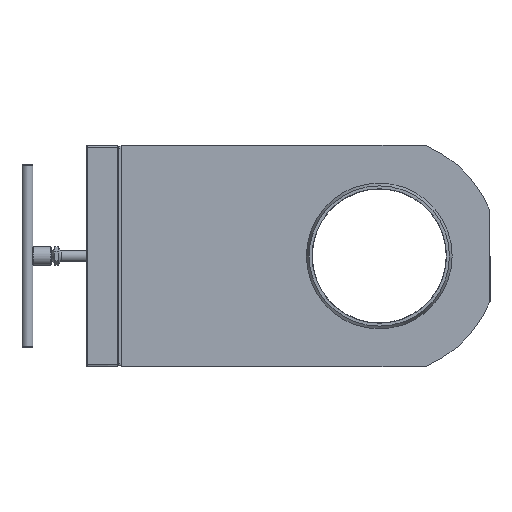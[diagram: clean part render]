
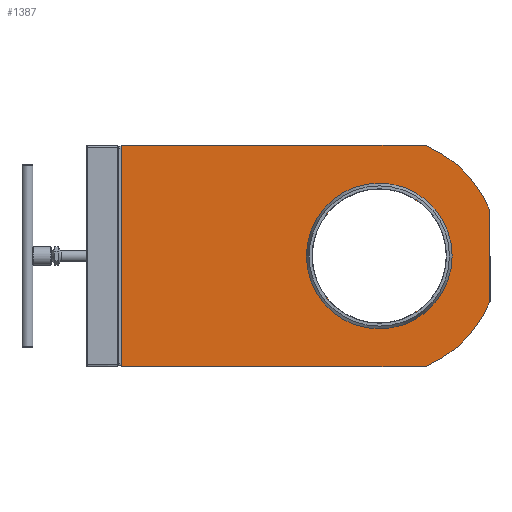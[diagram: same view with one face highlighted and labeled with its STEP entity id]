
A CAD part, left-side view. The second image highlights one B-rep face of the part: STEP entity #1387.
In plain terms, the highlighted planar face has unit normal (-1, 0, 0).
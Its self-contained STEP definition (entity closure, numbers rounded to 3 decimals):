
#92 = CARTESIAN_POINT ( 'NONE',  ( -34., -371.299, 121.5 ) ) ;
#116 = VERTEX_POINT ( 'NONE', #92 ) ;
#160 = FACE_OUTER_BOUND ( 'NONE', #1439, .T. ) ;
#172 = DIRECTION ( 'NONE',  ( -1., 0., 0. ) ) ;
#183 = EDGE_CURVE ( 'NONE', #455, #116, #2928, .T. ) ;
#200 = ORIENTED_EDGE ( 'NONE', *, *, #999, .F. ) ;
#222 = VECTOR ( 'NONE', #2504, 1000. ) ;
#276 = CARTESIAN_POINT ( 'NONE',  ( -34., -321., 0. ) ) ;
#288 = DIRECTION ( 'NONE',  ( 0., 0., 1. ) ) ;
#338 = DIRECTION ( 'NONE',  ( -1., 0., 0. ) ) ;
#348 = CARTESIAN_POINT ( 'NONE',  ( -34., -442.5, 50.299 ) ) ;
#455 = VERTEX_POINT ( 'NONE', #348 ) ;
#474 = LINE ( 'NONE', #743, #1348 ) ;
#479 = LINE ( 'NONE', #1802, #222 ) ;
#559 = VERTEX_POINT ( 'NONE', #2312 ) ;
#617 = VERTEX_POINT ( 'NONE', #1429 ) ;
#716 = DIRECTION ( 'NONE',  ( 0., 0., 1. ) ) ;
#743 = CARTESIAN_POINT ( 'NONE',  ( -34., -346.1, -121.5 ) ) ;
#816 = CARTESIAN_POINT ( 'NONE',  ( -34., -346.1, 121.5 ) ) ;
#965 = DIRECTION ( 'NONE',  ( 1., 0., 0. ) ) ;
#999 = EDGE_CURVE ( 'NONE', #559, #1586, #2162, .T. ) ;
#1017 = VECTOR ( 'NONE', #1783, 1000. ) ;
#1075 = VECTOR ( 'NONE', #2015, 1000. ) ;
#1147 = PLANE ( 'NONE',  #1355 ) ;
#1273 = CARTESIAN_POINT ( 'NONE',  ( -34., -371.299, -121.5 ) ) ;
#1300 = AXIS2_PLACEMENT_3D ( 'NONE', #2909, #172, #716 ) ;
#1348 = VECTOR ( 'NONE', #1479, 1000. ) ;
#1355 = AXIS2_PLACEMENT_3D ( 'NONE', #2155, #3178, #1930 ) ;
#1387 = ADVANCED_FACE ( 'NONE', ( #2402, #160 ), #1147, .T. ) ;
#1399 = CIRCLE ( 'NONE', #2606, 131.5 ) ;
#1411 = ORIENTED_EDGE ( 'NONE', *, *, #2631, .T. ) ;
#1429 = CARTESIAN_POINT ( 'NONE',  ( -34., -442.5, -50.299 ) ) ;
#1439 = EDGE_LOOP ( 'NONE', ( #2243, #2189, #200, #2624, #1411, #2860 ) ) ;
#1479 = DIRECTION ( 'NONE',  ( 0., -1., 0. ) ) ;
#1561 = LINE ( 'NONE', #816, #1075 ) ;
#1586 = VERTEX_POINT ( 'NONE', #2120 ) ;
#1595 = DIRECTION ( 'NONE',  ( 0., 0., 1. ) ) ;
#1736 = EDGE_CURVE ( 'NONE', #617, #455, #479, .T. ) ;
#1783 = DIRECTION ( 'NONE',  ( 0., 0., 1. ) ) ;
#1802 = CARTESIAN_POINT ( 'NONE',  ( -34., -442.5, -50.299 ) ) ;
#1840 = EDGE_CURVE ( 'NONE', #1943, #1943, #2415, .T. ) ;
#1930 = DIRECTION ( 'NONE',  ( 0., 0., 1. ) ) ;
#1943 = VERTEX_POINT ( 'NONE', #2959 ) ;
#2015 = DIRECTION ( 'NONE',  ( 0., -1., 0. ) ) ;
#2078 = CARTESIAN_POINT ( 'NONE',  ( -34., -321., 0. ) ) ;
#2120 = CARTESIAN_POINT ( 'NONE',  ( -34., -38., 121.5 ) ) ;
#2155 = CARTESIAN_POINT ( 'NONE',  ( -34., -321., 0. ) ) ;
#2162 = LINE ( 'NONE', #3169, #1017 ) ;
#2189 = ORIENTED_EDGE ( 'NONE', *, *, #2451, .F. ) ;
#2243 = ORIENTED_EDGE ( 'NONE', *, *, #183, .T. ) ;
#2303 = EDGE_LOOP ( 'NONE', ( #3112 ) ) ;
#2312 = CARTESIAN_POINT ( 'NONE',  ( -34., -38., -121.5 ) ) ;
#2402 = FACE_BOUND ( 'NONE', #2303, .T. ) ;
#2415 = CIRCLE ( 'NONE', #2851, 73.5 ) ;
#2451 = EDGE_CURVE ( 'NONE', #1586, #116, #1561, .T. ) ;
#2504 = DIRECTION ( 'NONE',  ( 0., 0., 1. ) ) ;
#2606 = AXIS2_PLACEMENT_3D ( 'NONE', #2078, #338, #1595 ) ;
#2624 = ORIENTED_EDGE ( 'NONE', *, *, #2798, .T. ) ;
#2631 = EDGE_CURVE ( 'NONE', #2873, #617, #1399, .T. ) ;
#2798 = EDGE_CURVE ( 'NONE', #559, #2873, #474, .T. ) ;
#2851 = AXIS2_PLACEMENT_3D ( 'NONE', #276, #965, #288 ) ;
#2860 = ORIENTED_EDGE ( 'NONE', *, *, #1736, .T. ) ;
#2873 = VERTEX_POINT ( 'NONE', #1273 ) ;
#2909 = CARTESIAN_POINT ( 'NONE',  ( -34., -321., 0. ) ) ;
#2928 = CIRCLE ( 'NONE', #1300, 131.5 ) ;
#2959 = CARTESIAN_POINT ( 'NONE',  ( -34., -321., 73.5 ) ) ;
#3112 = ORIENTED_EDGE ( 'NONE', *, *, #1840, .T. ) ;
#3169 = CARTESIAN_POINT ( 'NONE',  ( -34., -38., 121.5 ) ) ;
#3178 = DIRECTION ( 'NONE',  ( -1., 0., 0. ) ) ;
